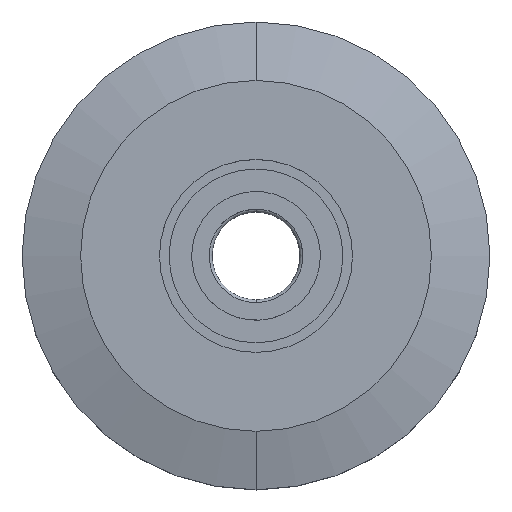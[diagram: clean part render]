
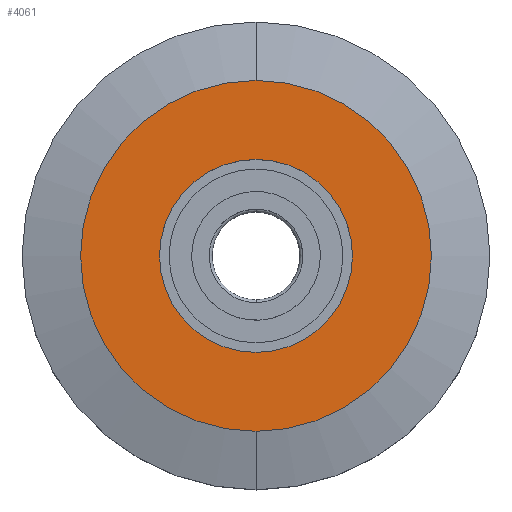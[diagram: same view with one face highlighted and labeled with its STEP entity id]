
A CAD part, top view. The second image highlights one B-rep face of the part: STEP entity #4061.
In plain terms, the highlighted planar face has unit normal (0, 0, 1).
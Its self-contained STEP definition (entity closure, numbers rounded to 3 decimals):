
#217 = CARTESIAN_POINT ( 'NONE',  ( -140., 0., -12.582 ) ) ;
#237 = CIRCLE ( 'NONE', #1709, 16.5 ) ;
#284 = CARTESIAN_POINT ( 'NONE',  ( -140., 0., -12.582 ) ) ;
#462 = DIRECTION ( 'NONE',  ( 0., 1., 0. ) ) ;
#472 = EDGE_CURVE ( 'NONE', #3106, #1191, #237, .T. ) ;
#560 = EDGE_LOOP ( 'NONE', ( #1665, #794 ) ) ;
#794 = ORIENTED_EDGE ( 'NONE', *, *, #2350, .F. ) ;
#832 = DIRECTION ( 'NONE',  ( 0., 1., 0. ) ) ;
#846 = VERTEX_POINT ( 'NONE', #1586 ) ;
#861 = CARTESIAN_POINT ( 'NONE',  ( -140., -16.5, -12.582 ) ) ;
#901 = EDGE_CURVE ( 'NONE', #2929, #846, #4111, .T. ) ;
#1090 = DIRECTION ( 'NONE',  ( 0., 1., 0. ) ) ;
#1191 = VERTEX_POINT ( 'NONE', #861 ) ;
#1411 = CARTESIAN_POINT ( 'NONE',  ( -170., 0., -12.582 ) ) ;
#1583 = EDGE_LOOP ( 'NONE', ( #3787, #2403 ) ) ;
#1586 = CARTESIAN_POINT ( 'NONE',  ( -140., -30., -12.582 ) ) ;
#1609 = CARTESIAN_POINT ( 'NONE',  ( -140., 16.5, -12.582 ) ) ;
#1665 = ORIENTED_EDGE ( 'NONE', *, *, #472, .F. ) ;
#1709 = AXIS2_PLACEMENT_3D ( 'NONE', #3631, #2062, #462 ) ;
#1719 = CARTESIAN_POINT ( 'NONE',  ( -140., 0., -12.582 ) ) ;
#1787 = FACE_OUTER_BOUND ( 'NONE', #1583, .T. ) ;
#1890 = DIRECTION ( 'NONE',  ( 0., 0., 1. ) ) ;
#2046 = AXIS2_PLACEMENT_3D ( 'NONE', #1411, #2072, #2100 ) ;
#2062 = DIRECTION ( 'NONE',  ( 0., 0., 1. ) ) ;
#2072 = DIRECTION ( 'NONE',  ( 0., 0., -1. ) ) ;
#2100 = DIRECTION ( 'NONE',  ( 0., -1., 0. ) ) ;
#2116 = EDGE_CURVE ( 'NONE', #846, #2929, #2574, .T. ) ;
#2239 = DIRECTION ( 'NONE',  ( 0., 1., 0. ) ) ;
#2350 = EDGE_CURVE ( 'NONE', #1191, #3106, #2914, .T. ) ;
#2403 = ORIENTED_EDGE ( 'NONE', *, *, #901, .T. ) ;
#2471 = AXIS2_PLACEMENT_3D ( 'NONE', #1719, #3964, #1090 ) ;
#2477 = CARTESIAN_POINT ( 'NONE',  ( -140., 30., -12.582 ) ) ;
#2574 = CIRCLE ( 'NONE', #3279, 30. ) ;
#2651 = FACE_BOUND ( 'NONE', #560, .T. ) ;
#2914 = CIRCLE ( 'NONE', #3989, 16.5 ) ;
#2929 = VERTEX_POINT ( 'NONE', #2477 ) ;
#3106 = VERTEX_POINT ( 'NONE', #1609 ) ;
#3279 = AXIS2_PLACEMENT_3D ( 'NONE', #217, #3744, #832 ) ;
#3595 = PLANE ( 'NONE',  #2046 ) ;
#3631 = CARTESIAN_POINT ( 'NONE',  ( -140., 0., -12.582 ) ) ;
#3744 = DIRECTION ( 'NONE',  ( 0., 0., 1. ) ) ;
#3787 = ORIENTED_EDGE ( 'NONE', *, *, #2116, .T. ) ;
#3964 = DIRECTION ( 'NONE',  ( 0., 0., 1. ) ) ;
#3989 = AXIS2_PLACEMENT_3D ( 'NONE', #284, #1890, #2239 ) ;
#4061 = ADVANCED_FACE ( 'NONE', ( #2651, #1787 ), #3595, .F. ) ;
#4111 = CIRCLE ( 'NONE', #2471, 30. ) ;
